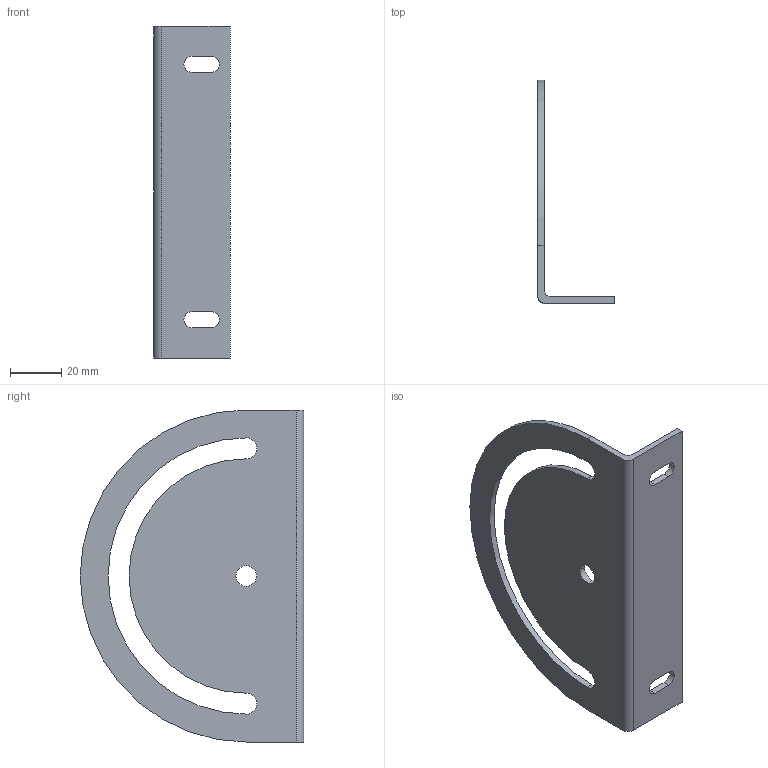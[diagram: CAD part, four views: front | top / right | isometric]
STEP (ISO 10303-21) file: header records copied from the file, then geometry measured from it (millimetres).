
FILE_DESCRIPTION((''),'2;1');
FILE_NAME('11122_NOSILEC_NAST_FE_180','2022-09-16T13:45:23',('PredragRovcanin'),('Audax d.o.o.'),'CREO PARAMETRIC BY PTC INC, 2020281','CREO PARAMETRIC BY PTC INC, 2020281','');
FILE_SCHEMA(('AUTOMOTIVE_DESIGN { 1 0 10303 214 1 1 1 1 }'));
Length unit declared in the file: millimetre
Products named in the file (1): 11122_NOSILEC_NAST_FE_180
Bounding box: 30 x 87.5 x 130 mm (x, y, z)
Volume: 28968.4 mm3; surface area: 25012.9 mm2
Topology: 1 solids, 1 shells, 24 faces, 73 edges, 58 vertices
Faces by surface type: cylinder 13, plane 11
Entity records: 1555 total; most frequent: COLOUR_RGB 322, DIRECTION 149, CARTESIAN_POINT 144, ORIENTED_EDGE 132, PRESENTATION_STYLE_ASSIGNMENT 75, STYLED_ITEM 75, CURVE_STYLE 74, EDGE_CURVE 66
